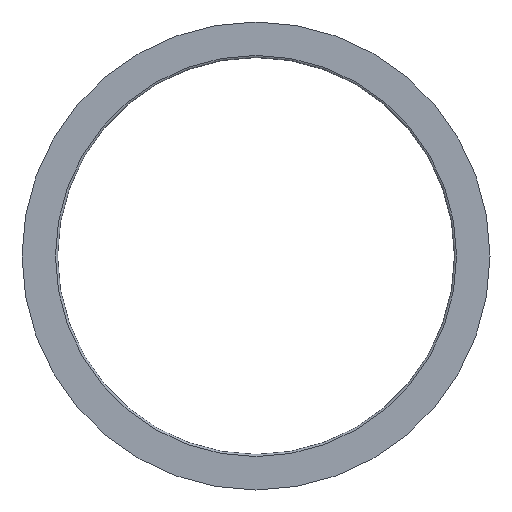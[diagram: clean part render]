
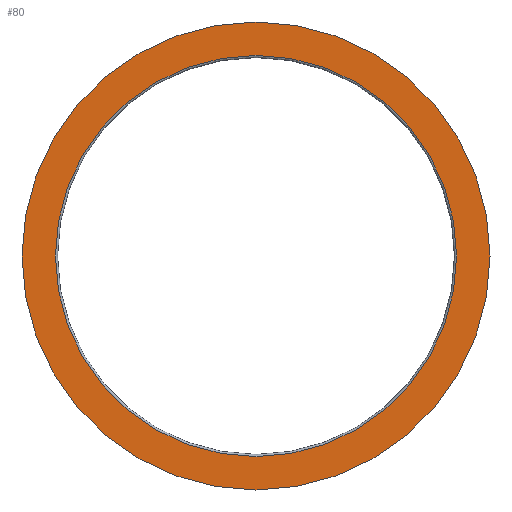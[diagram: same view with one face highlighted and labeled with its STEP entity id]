
A CAD part, left-side view. The second image highlights one B-rep face of the part: STEP entity #80.
In plain terms, the highlighted planar face has unit normal (-1, 0, 0).
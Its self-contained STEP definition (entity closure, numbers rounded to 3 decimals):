
#24=ORIENTED_EDGE('',*,*,#36,.T.);
#25=ORIENTED_EDGE('',*,*,#37,.T.);
#36=EDGE_CURVE('',#42,#42,#48,.F.);
#37=EDGE_CURVE('',#43,#43,#49,.T.);
#42=VERTEX_POINT('',#140);
#43=VERTEX_POINT('',#142);
#48=CIRCLE('',#100,14.1);
#49=CIRCLE('',#101,16.45);
#54=EDGE_LOOP('',(#24));
#55=EDGE_LOOP('',(#25));
#66=FACE_BOUND('',#54,.T.);
#67=FACE_BOUND('',#55,.T.);
#78=PLANE('',#99);
#80=ADVANCED_FACE('',(#66,#67),#78,.T.);
#99=AXIS2_PLACEMENT_3D('',#138,#113,#114);
#100=AXIS2_PLACEMENT_3D('',#139,#115,#116);
#101=AXIS2_PLACEMENT_3D('',#141,#117,#118);
#113=DIRECTION('',(-1.,0.,0.));
#114=DIRECTION('',(0.,0.,1.));
#115=DIRECTION('',(-1.,0.,0.));
#116=DIRECTION('',(0.,0.,1.));
#117=DIRECTION('',(-1.,0.,0.));
#118=DIRECTION('',(0.,0.,1.));
#138=CARTESIAN_POINT('',(-1.1,0.,13.95));
#139=CARTESIAN_POINT('',(-1.1,0.,0.));
#140=CARTESIAN_POINT('',(-1.1,0.,14.1));
#141=CARTESIAN_POINT('',(-1.1,0.,0.));
#142=CARTESIAN_POINT('',(-1.1,0.,16.45));
